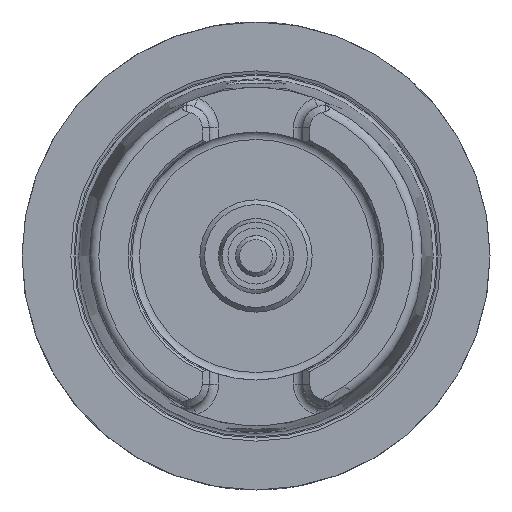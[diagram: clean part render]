
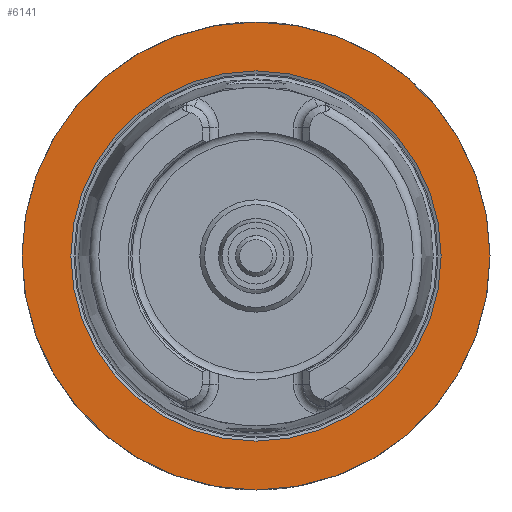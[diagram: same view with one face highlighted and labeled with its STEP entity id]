
A CAD part, left-side view. The second image highlights one B-rep face of the part: STEP entity #6141.
In plain terms, the highlighted planar face has unit normal (-1, 0, 0).
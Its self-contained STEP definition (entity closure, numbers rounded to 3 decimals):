
#5327=CARTESIAN_POINT('',(0.,50.0,0.0));
#5328=VERTEX_POINT('',#5327);
#5329=CARTESIAN_POINT('',(0.,0.,0.0));
#5330=DIRECTION('',(1.0,0.0,0.0));
#5331=DIRECTION('',(0.0,1.0,0.0));
#5332=AXIS2_PLACEMENT_3D('',#5329,#5330,#5331);
#5333=CIRCLE('',#5332,50.0);
#5334=EDGE_CURVE('',#5328,#5328,#5333,.T.);
#6115=CARTESIAN_POINT('',(0.,39.55,0.0));
#6116=VERTEX_POINT('',#6115);
#6117=CARTESIAN_POINT('',(0.,0.,0.0));
#6118=DIRECTION('',(1.0,0.0,0.0));
#6119=DIRECTION('',(0.0,1.0,0.0));
#6120=AXIS2_PLACEMENT_3D('',#6117,#6118,#6119);
#6121=CIRCLE('',#6120,39.55);
#6122=EDGE_CURVE('',#6116,#6116,#6121,.T.);
#6130=CARTESIAN_POINT('',(0.,44.775,0.0));
#6131=DIRECTION('',(-1.0,0.0,0.0));
#6132=DIRECTION('',(0.0,0.0,1.0));
#6133=AXIS2_PLACEMENT_3D('',#6130,#6131,#6132);
#6134=PLANE('',#6133);
#6135=ORIENTED_EDGE('',*,*,#5334,.F.);
#6136=EDGE_LOOP('',(#6135));
#6137=FACE_OUTER_BOUND('',#6136,.T.);
#6138=ORIENTED_EDGE('',*,*,#6122,.T.);
#6139=EDGE_LOOP('',(#6138));
#6140=FACE_BOUND('',#6139,.T.);
#6141=ADVANCED_FACE('',(#6137,#6140),#6134,.T.);
